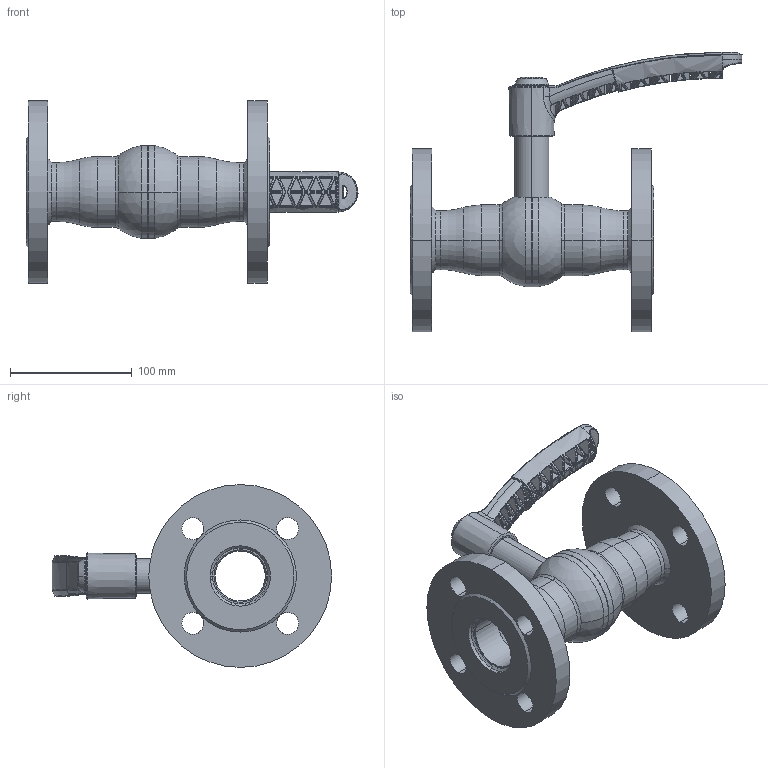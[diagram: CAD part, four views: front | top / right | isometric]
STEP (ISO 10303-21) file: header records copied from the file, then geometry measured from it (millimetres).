
FILE_DESCRIPTION (( 'STEP AP214' ), '1' );
FILE_NAME ('8600440040 010.step', '2025-05-29T08:21:36', ( '' ), ( '' ), 'SwSTEP 2.0', 'SolidWorks 2023', '' );
FILE_SCHEMA (( 'AUTOMOTIVE_DESIGN' ));
Length unit declared in the file: millimetre
Products named in the file (1): 8600440040 010
Bounding box: 272.4 x 229.12 x 150 mm (x, y, z)
Surface area: 172442.5 mm2 (no closed solid volume)
Topology: 0 solids, 25 shells, 621 faces, 2212 edges, 1564 vertices
Faces by surface type: bspline 253, plane 154, cylinder 112, cone 64, torus 33, sphere 5
Entity records: 36122 total; most frequent: CARTESIAN_POINT 20745, ORIENTED_EDGE 3233, DIRECTION 2401, EDGE_CURVE 2212, VERTEX_POINT 1564, B_SPLINE_CURVE_WITH_KNOTS 1038, AXIS2_PLACEMENT_3D 967, EDGE_LOOP 690
